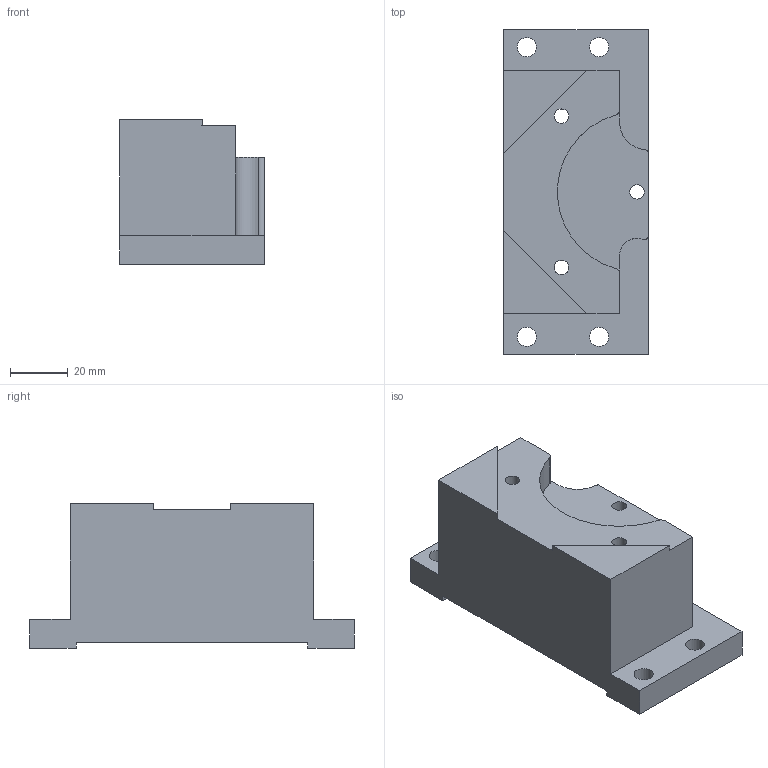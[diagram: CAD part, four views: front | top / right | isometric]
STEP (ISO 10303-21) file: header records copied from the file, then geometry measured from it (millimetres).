
FILE_DESCRIPTION(/* description */ (''),/* implementation_level */ '2;1');
FILE_NAME(/* name */ 'FAB-OX0001.stp',/* time_stamp */ '2020-02-10T12:01:16+00:00',/* author */ ('whgu0532'),/* organization */ (''),/* preprocessor_version */ 'ST-DEVELOPER v18',/* originating_system */ 'Autodesk Inventor 2020',/* authorisation */ '');
FILE_SCHEMA (('AUTOMOTIVE_DESIGN { 1 0 10303 214 3 1 1 }'));
Length unit declared in the file: millimetre
Products named in the file (1): FAB-OX0001
Bounding box: 50 x 112 x 50 mm (x, y, z)
Volume: 168792.4 mm3; surface area: 28282.3 mm2
Topology: 1 solids, 1 shells, 48 faces, 139 edges, 97 vertices
Faces by surface type: plane 28, cylinder 20
Full cylindrical faces by diameter (mm): 4 x1, 5 x3, 6.6 x4, 10 x2
Entity records: 1687 total; most frequent: DIRECTION 290, CARTESIAN_POINT 282, ORIENTED_EDGE 272, EDGE_CURVE 136, AXIS2_PLACEMENT_3D 102, VERTEX_POINT 94, LINE 86, VECTOR 86
